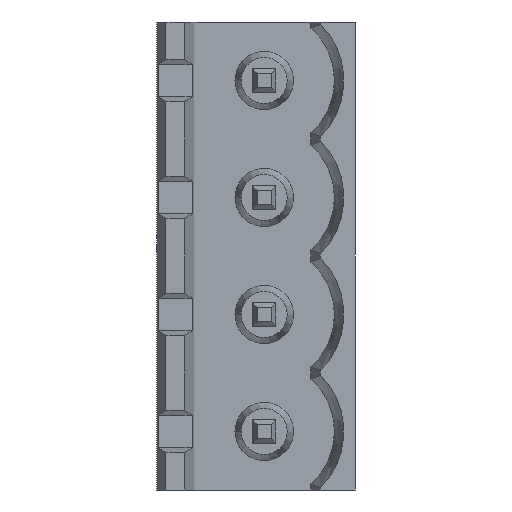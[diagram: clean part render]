
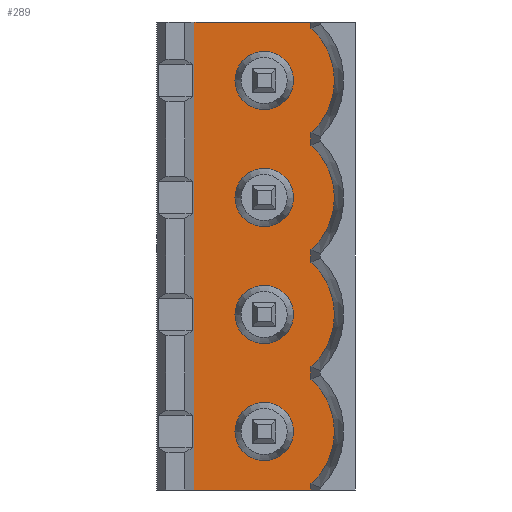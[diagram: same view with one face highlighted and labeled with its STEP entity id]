
A CAD part, left-side view. The second image highlights one B-rep face of the part: STEP entity #289.
In plain terms, the highlighted planar face has unit normal (-1, 0, 0).
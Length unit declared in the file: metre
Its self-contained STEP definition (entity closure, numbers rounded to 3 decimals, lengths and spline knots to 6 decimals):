
#289=ADVANCED_FACE('',(#792,#793,#794,#795,#796),#797,.F.);
#792=FACE_BOUND('',#1528,.T.);
#793=FACE_OUTER_BOUND('',#1529,.T.);
#794=FACE_BOUND('',#1530,.T.);
#795=FACE_BOUND('',#1531,.T.);
#796=FACE_BOUND('',#1532,.T.);
#797=PLANE('',#1533);
#1528=EDGE_LOOP('',(#2356));
#1529=EDGE_LOOP('',(#2357,#2358,#2359,#2360,#2361,#2362,#2363,#2364,#2365,#2366,#2367,#2368));
#1530=EDGE_LOOP('',(#2369));
#1531=EDGE_LOOP('',(#2370));
#1532=EDGE_LOOP('',(#2371));
#1533=AXIS2_PLACEMENT_3D('',#2372,#2373,#2374);
#2356=ORIENTED_EDGE('',*,*,#4412,.F.);
#2357=ORIENTED_EDGE('',*,*,#4413,.T.);
#2358=ORIENTED_EDGE('',*,*,#4414,.F.);
#2359=ORIENTED_EDGE('',*,*,#4415,.T.);
#2360=ORIENTED_EDGE('',*,*,#4416,.F.);
#2361=ORIENTED_EDGE('',*,*,#4417,.T.);
#2362=ORIENTED_EDGE('',*,*,#4418,.F.);
#2363=ORIENTED_EDGE('',*,*,#4419,.T.);
#2364=ORIENTED_EDGE('',*,*,#4420,.T.);
#2365=ORIENTED_EDGE('',*,*,#4421,.F.);
#2366=ORIENTED_EDGE('',*,*,#4422,.F.);
#2367=ORIENTED_EDGE('',*,*,#4423,.T.);
#2368=ORIENTED_EDGE('',*,*,#4424,.F.);
#2369=ORIENTED_EDGE('',*,*,#4425,.F.);
#2370=ORIENTED_EDGE('',*,*,#4426,.F.);
#2371=ORIENTED_EDGE('',*,*,#4427,.F.);
#2372=CARTESIAN_POINT('',(-0.0037,0.0069,0.14804));
#2373=DIRECTION('',(1.0,0.,0.0));
#2374=DIRECTION('',(0.0,0.0,1.0));
#4412=EDGE_CURVE('',#5279,#5279,#5280,.T.);
#4413=EDGE_CURVE('',#5281,#5282,#5283,.T.);
#4414=EDGE_CURVE('',#5284,#5282,#5285,.T.);
#4415=EDGE_CURVE('',#5284,#5286,#5287,.T.);
#4416=EDGE_CURVE('',#5288,#5286,#5289,.T.);
#4417=EDGE_CURVE('',#5288,#5290,#5291,.T.);
#4418=EDGE_CURVE('',#5292,#5290,#5293,.T.);
#4419=EDGE_CURVE('',#5292,#5294,#5295,.T.);
#4420=EDGE_CURVE('',#5294,#5296,#5297,.T.);
#4421=EDGE_CURVE('',#5298,#5296,#5299,.T.);
#4422=EDGE_CURVE('',#5300,#5298,#5301,.T.);
#4423=EDGE_CURVE('',#5300,#5302,#5303,.T.);
#4424=EDGE_CURVE('',#5281,#5302,#5304,.T.);
#4425=EDGE_CURVE('',#5305,#5305,#5306,.T.);
#4426=EDGE_CURVE('',#5307,#5307,#5308,.T.);
#4427=EDGE_CURVE('',#5309,#5309,#5310,.T.);
#5279=VERTEX_POINT('',#6555);
#5280=CIRCLE('',#6556,0.00125);
#5281=VERTEX_POINT('',#6557);
#5282=VERTEX_POINT('',#6558);
#5283=LINE('',#6559,#6560);
#5284=VERTEX_POINT('',#6561);
#5285=CIRCLE('',#6562,0.003);
#5286=VERTEX_POINT('',#6563);
#5287=LINE('',#6564,#6565);
#5288=VERTEX_POINT('',#6566);
#5289=CIRCLE('',#6567,0.003);
#5290=VERTEX_POINT('',#6568);
#5291=LINE('',#6569,#6570);
#5292=VERTEX_POINT('',#6571);
#5293=CIRCLE('',#6572,0.003);
#5294=VERTEX_POINT('',#6573);
#5295=LINE('',#6574,#6575);
#5296=VERTEX_POINT('',#6576);
#5297=LINE('',#6577,#6578);
#5298=VERTEX_POINT('',#6579);
#5299=LINE('',#6580,#6581);
#5300=VERTEX_POINT('',#6582);
#5301=LINE('',#6583,#6584);
#5302=VERTEX_POINT('',#6585);
#5303=LINE('',#6586,#6587);
#5304=CIRCLE('',#6588,0.003);
#5305=VERTEX_POINT('',#6589);
#5306=CIRCLE('',#6590,0.00125);
#5307=VERTEX_POINT('',#6591);
#5308=CIRCLE('',#6592,0.00125);
#5309=VERTEX_POINT('',#6593);
#5310=CIRCLE('',#6594,0.00125);
#6555=CARTESIAN_POINT('',(-0.0037,0.00265,0.20574));
#6556=AXIS2_PLACEMENT_3D('',#8245,#8246,#8247);
#6557=CARTESIAN_POINT('',(-0.0037,0.0019,0.207976));
#6558=CARTESIAN_POINT('',(-0.0037,0.0019,0.208504));
#6559=CARTESIAN_POINT('',(-0.0037,0.0019,0.147239));
#6560=VECTOR('',#8248,1.0);
#6561=CARTESIAN_POINT('',(-0.0037,0.0019,0.212976));
#6562=AXIS2_PLACEMENT_3D('',#8249,#8250,#8251);
#6563=CARTESIAN_POINT('',(-0.0037,0.0019,0.213504));
#6564=CARTESIAN_POINT('',(-0.0037,0.0019,0.152239));
#6565=VECTOR('',#8252,1.0);
#6566=CARTESIAN_POINT('',(-0.0037,0.0019,0.217976));
#6567=AXIS2_PLACEMENT_3D('',#8253,#8254,#8255);
#6568=CARTESIAN_POINT('',(-0.0037,0.0019,0.218504));
#6569=CARTESIAN_POINT('',(-0.0037,0.0019,0.157239));
#6570=VECTOR('',#8256,1.0);
#6571=CARTESIAN_POINT('',(-0.0037,0.0019,0.222976));
#6572=AXIS2_PLACEMENT_3D('',#8257,#8258,#8259);
#6573=CARTESIAN_POINT('',(-0.0037,0.0019,0.22324));
#6574=CARTESIAN_POINT('',(-0.0037,0.0019,0.162319));
#6575=VECTOR('',#8260,1.0);
#6576=CARTESIAN_POINT('',(-0.0037,0.0069,0.22324));
#6577=CARTESIAN_POINT('',(-0.0037,0.0069,0.22324));
#6578=VECTOR('',#8261,1.0);
#6579=CARTESIAN_POINT('',(-0.0037,0.0069,0.20324));
#6580=CARTESIAN_POINT('',(-0.0037,0.0069,0.14804));
#6581=VECTOR('',#8262,1.0);
#6582=CARTESIAN_POINT('',(-0.0037,0.0019,0.20324));
#6583=CARTESIAN_POINT('',(-0.0037,0.0069,0.20324));
#6584=VECTOR('',#8263,1.0);
#6585=CARTESIAN_POINT('',(-0.0037,0.0019,0.203504));
#6586=CARTESIAN_POINT('',(-0.0037,0.0019,0.2032));
#6587=VECTOR('',#8264,1.0);
#6588=AXIS2_PLACEMENT_3D('',#8265,#8266,#8267);
#6589=CARTESIAN_POINT('',(-0.0037,0.00265,0.21574));
#6590=AXIS2_PLACEMENT_3D('',#8268,#8269,#8270);
#6591=CARTESIAN_POINT('',(-0.0037,0.00265,0.22074));
#6592=AXIS2_PLACEMENT_3D('',#8271,#8272,#8273);
#6593=CARTESIAN_POINT('',(-0.0037,0.00265,0.21074));
#6594=AXIS2_PLACEMENT_3D('',#8274,#8275,#8276);
#8245=CARTESIAN_POINT('',(-0.0037,0.0039,0.20574));
#8246=DIRECTION('',(-1.0,0.,0.0));
#8247=DIRECTION('',(0.,-1.0,0.0));
#8248=DIRECTION('',(0.0,0.0,1.0));
#8249=CARTESIAN_POINT('',(-0.0037,0.0039,0.21074));
#8250=DIRECTION('',(1.0,0.,0.0));
#8251=DIRECTION('',(0.,-1.0,0.0));
#8252=DIRECTION('',(0.0,0.0,1.0));
#8253=CARTESIAN_POINT('',(-0.0037,0.0039,0.21574));
#8254=DIRECTION('',(1.0,0.,0.0));
#8255=DIRECTION('',(0.,-1.0,0.0));
#8256=DIRECTION('',(0.0,0.0,1.0));
#8257=CARTESIAN_POINT('',(-0.0037,0.0039,0.22074));
#8258=DIRECTION('',(1.0,0.,0.0));
#8259=DIRECTION('',(0.,-1.0,0.0));
#8260=DIRECTION('',(0.0,0.0,1.0));
#8261=DIRECTION('',(0.,1.0,0.0));
#8262=DIRECTION('',(0.0,0.0,1.0));
#8263=DIRECTION('',(0.,1.0,0.0));
#8264=DIRECTION('',(0.0,0.0,1.0));
#8265=CARTESIAN_POINT('',(-0.0037,0.0039,0.20574));
#8266=DIRECTION('',(1.0,0.,0.0));
#8267=DIRECTION('',(0.,-1.0,0.0));
#8268=CARTESIAN_POINT('',(-0.0037,0.0039,0.21574));
#8269=DIRECTION('',(-1.0,0.,0.0));
#8270=DIRECTION('',(0.,-1.0,0.0));
#8271=CARTESIAN_POINT('',(-0.0037,0.0039,0.22074));
#8272=DIRECTION('',(-1.0,0.,0.0));
#8273=DIRECTION('',(0.,-1.0,0.0));
#8274=CARTESIAN_POINT('',(-0.0037,0.0039,0.21074));
#8275=DIRECTION('',(-1.0,0.,0.0));
#8276=DIRECTION('',(0.,-1.0,0.0));
